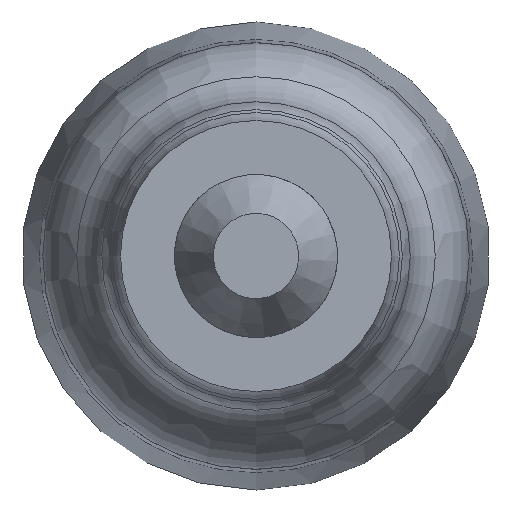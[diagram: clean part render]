
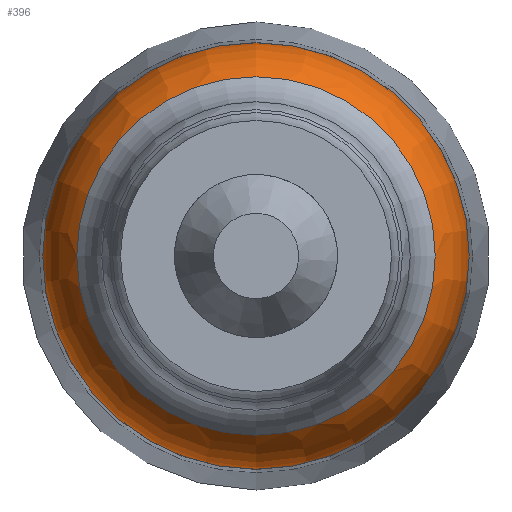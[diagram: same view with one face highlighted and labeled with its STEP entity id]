
A CAD part, left-side view. The second image highlights one B-rep face of the part: STEP entity #396.
In plain terms, the highlighted toroidal (fillet/blend) face has major radius 0.343 mm and minor radius 0.483 mm.
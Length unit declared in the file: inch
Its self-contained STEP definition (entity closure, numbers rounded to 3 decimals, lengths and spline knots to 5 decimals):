
#61 = CARTESIAN_POINT ( 'NONE',  ( 0.10161, 0., 0.02732 ) ) ;
#101 = CARTESIAN_POINT ( 'NONE',  ( 0.11464, 0., 0. ) ) ;
#109 = FACE_OUTER_BOUND ( 'NONE', #410, .T. ) ;
#161 = CARTESIAN_POINT ( 'NONE',  ( 0.11465, 0., 0. ) ) ;
#222 = VERTEX_POINT ( 'NONE', #61 ) ;
#255 = DIRECTION ( 'NONE',  ( -1., 0., 0. ) ) ;
#265 = EDGE_CURVE ( 'NONE', #537, #537, #324, .T. ) ;
#273 = EDGE_LOOP ( 'NONE', ( #466 ) ) ;
#276 = AXIS2_PLACEMENT_3D ( 'NONE', #101, #296, #679 ) ;
#296 = DIRECTION ( 'NONE',  ( -1., 0., 0. ) ) ;
#324 = CIRCLE ( 'NONE', #276, 0.0325 ) ;
#386 = AXIS2_PLACEMENT_3D ( 'NONE', #624, #633, #523 ) ;
#392 = AXIS2_PLACEMENT_3D ( 'NONE', #161, #255, #474 ) ;
#396 = ADVANCED_FACE ( 'NONE', ( #109, #423 ), #684, .T. ) ;
#410 = EDGE_LOOP ( 'NONE', ( #575 ) ) ;
#423 = FACE_OUTER_BOUND ( 'NONE', #273, .T. ) ;
#466 = ORIENTED_EDGE ( 'NONE', *, *, #265, .T. ) ;
#474 = DIRECTION ( 'NONE',  ( 0., 0., 1. ) ) ;
#489 = CARTESIAN_POINT ( 'NONE',  ( 0.11464, 0., 0.0325 ) ) ;
#523 = DIRECTION ( 'NONE',  ( 0., 0., 1. ) ) ;
#537 = VERTEX_POINT ( 'NONE', #489 ) ;
#543 = EDGE_CURVE ( 'NONE', #222, #222, #611, .T. ) ;
#575 = ORIENTED_EDGE ( 'NONE', *, *, #543, .F. ) ;
#611 = CIRCLE ( 'NONE', #386, 0.02732 ) ;
#624 = CARTESIAN_POINT ( 'NONE',  ( 0.10161, 0., 0. ) ) ;
#633 = DIRECTION ( 'NONE',  ( -1., 0., 0. ) ) ;
#679 = DIRECTION ( 'NONE',  ( 0., 0., 1. ) ) ;
#684 = TOROIDAL_SURFACE ( 'NONE', #392, 0.0135, 0.019 ) ;
